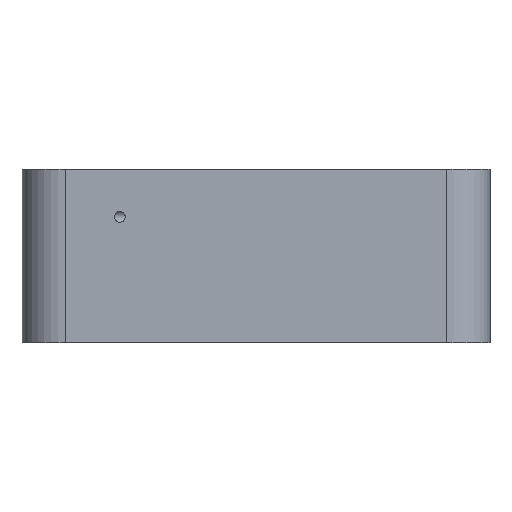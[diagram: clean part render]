
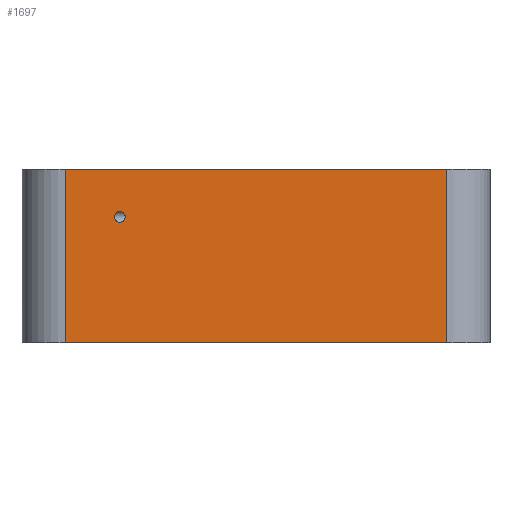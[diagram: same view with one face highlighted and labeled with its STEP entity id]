
A CAD part, front view. The second image highlights one B-rep face of the part: STEP entity #1697.
In plain terms, the highlighted planar face has unit normal (0, -1, 0).
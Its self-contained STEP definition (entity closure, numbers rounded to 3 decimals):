
#172 = EDGE_CURVE ( 'NONE', #637, #2893, #3179, .T. ) ;
#217 = LINE ( 'NONE', #1242, #3361 ) ;
#383 = VERTEX_POINT ( 'NONE', #452 ) ;
#387 = EDGE_LOOP ( 'NONE', ( #1928, #2580, #3090, #2514 ) ) ;
#452 = CARTESIAN_POINT ( 'NONE',  ( 10., -50., 40. ) ) ;
#480 = VECTOR ( 'NONE', #3325, 1000. ) ;
#570 = CARTESIAN_POINT ( 'NONE',  ( 97.7, -50., 40. ) ) ;
#629 = VERTEX_POINT ( 'NONE', #570 ) ;
#637 = VERTEX_POINT ( 'NONE', #3380 ) ;
#694 = CARTESIAN_POINT ( 'NONE',  ( 22.5, -50., 27.75 ) ) ;
#711 = DIRECTION ( 'NONE',  ( 0., 0., -1. ) ) ;
#751 = DIRECTION ( 'NONE',  ( 1., 0., 0. ) ) ;
#753 = EDGE_CURVE ( 'NONE', #2893, #637, #3852, .T. ) ;
#896 = CARTESIAN_POINT ( 'NONE',  ( 0., -50., 0. ) ) ;
#903 = LINE ( 'NONE', #2280, #991 ) ;
#937 = DIRECTION ( 'NONE',  ( 0., -1., 0. ) ) ;
#970 = DIRECTION ( 'NONE',  ( 0., -1., 0. ) ) ;
#991 = VECTOR ( 'NONE', #751, 1000. ) ;
#1104 = AXIS2_PLACEMENT_3D ( 'NONE', #1665, #970, #3942 ) ;
#1133 = DIRECTION ( 'NONE',  ( 0., 1., 0. ) ) ;
#1242 = CARTESIAN_POINT ( 'NONE',  ( 10., -50., 40. ) ) ;
#1445 = DIRECTION ( 'NONE',  ( 0., 0., 1. ) ) ;
#1592 = EDGE_LOOP ( 'NONE', ( #2282, #2814 ) ) ;
#1627 = FACE_OUTER_BOUND ( 'NONE', #387, .T. ) ;
#1665 = CARTESIAN_POINT ( 'NONE',  ( 22.5, -50., 29. ) ) ;
#1697 = ADVANCED_FACE ( 'NONE', ( #2340, #1627 ), #3670, .F. ) ;
#1817 = CARTESIAN_POINT ( 'NONE',  ( 22.5, -50., 29. ) ) ;
#1825 = DIRECTION ( 'NONE',  ( 0., 0., 1. ) ) ;
#1928 = ORIENTED_EDGE ( 'NONE', *, *, #2208, .T. ) ;
#1952 = AXIS2_PLACEMENT_3D ( 'NONE', #1817, #937, #711 ) ;
#2061 = VECTOR ( 'NONE', #1825, 1000. ) ;
#2108 = VERTEX_POINT ( 'NONE', #2948 ) ;
#2208 = EDGE_CURVE ( 'NONE', #3924, #2108, #2445, .T. ) ;
#2280 = CARTESIAN_POINT ( 'NONE',  ( 0., -50., 40. ) ) ;
#2282 = ORIENTED_EDGE ( 'NONE', *, *, #753, .F. ) ;
#2340 = FACE_BOUND ( 'NONE', #1592, .T. ) ;
#2371 = CARTESIAN_POINT ( 'NONE',  ( 0., -50., 40. ) ) ;
#2390 = DIRECTION ( 'NONE',  ( 0., 0., -1. ) ) ;
#2445 = LINE ( 'NONE', #896, #480 ) ;
#2514 = ORIENTED_EDGE ( 'NONE', *, *, #3488, .T. ) ;
#2580 = ORIENTED_EDGE ( 'NONE', *, *, #2993, .T. ) ;
#2762 = CARTESIAN_POINT ( 'NONE',  ( 97.7, -50., 40. ) ) ;
#2814 = ORIENTED_EDGE ( 'NONE', *, *, #172, .F. ) ;
#2879 = LINE ( 'NONE', #2762, #2061 ) ;
#2893 = VERTEX_POINT ( 'NONE', #694 ) ;
#2948 = CARTESIAN_POINT ( 'NONE',  ( 97.7, -50., 0. ) ) ;
#2993 = EDGE_CURVE ( 'NONE', #2108, #629, #2879, .T. ) ;
#3090 = ORIENTED_EDGE ( 'NONE', *, *, #3215, .F. ) ;
#3179 = CIRCLE ( 'NONE', #1952, 1.25 ) ;
#3215 = EDGE_CURVE ( 'NONE', #383, #629, #903, .T. ) ;
#3250 = AXIS2_PLACEMENT_3D ( 'NONE', #2371, #1133, #1445 ) ;
#3325 = DIRECTION ( 'NONE',  ( 1., 0., 0. ) ) ;
#3361 = VECTOR ( 'NONE', #2390, 1000. ) ;
#3380 = CARTESIAN_POINT ( 'NONE',  ( 22.5, -50., 30.25 ) ) ;
#3488 = EDGE_CURVE ( 'NONE', #383, #3924, #217, .T. ) ;
#3670 = PLANE ( 'NONE',  #3250 ) ;
#3852 = CIRCLE ( 'NONE', #1104, 1.25 ) ;
#3893 = CARTESIAN_POINT ( 'NONE',  ( 10., -50., 0. ) ) ;
#3924 = VERTEX_POINT ( 'NONE', #3893 ) ;
#3942 = DIRECTION ( 'NONE',  ( 0., 0., -1. ) ) ;
